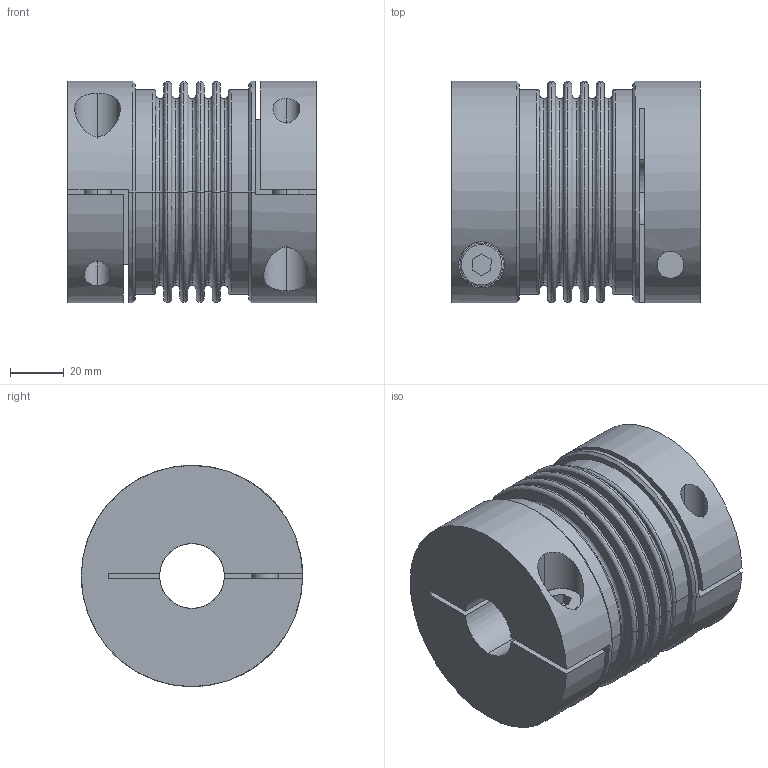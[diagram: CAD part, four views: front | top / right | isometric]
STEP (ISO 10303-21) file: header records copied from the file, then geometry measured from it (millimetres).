
FILE_DESCRIPTION(('STEP AP214'),'1');
FILE_NAME('cctmp_3D30C610-65C9-49CB-9F59-BCF09628E92E_2023_06_08_11_31_38_0854..stp','2023-06-08T09:31:39',('R+W Antriebselemente GmbH'),('CADClick - www.CADClick.com'),'Spatial InterOp 3D',' ','unknown authorization');
FILE_SCHEMA(('AUTOMOTIVE_DESIGN'));
Length unit declared in the file: millimetre
Products named in the file (1): BKL/150/24/24
Bounding box: 92 x 82 x 82 mm (x, y, z)
Volume: 314735.2 mm3; surface area: 76414.2 mm2
Topology: 1 solids, 1 shells, 132 faces, 300 edges, 190 vertices
Faces by surface type: plane 50, cylinder 34, torus 28, bspline 16, cone 4
Entity records: 6859 total; most frequent: CARTESIAN_POINT 2306, DIRECTION 658, ORIENTED_EDGE 600, EDGE_CURVE 300, AXIS2_PLACEMENT_3D 273, PRESENTATION_STYLE_ASSIGNMENT 257, COLOUR_RGB 257, VERTEX_POINT 190
